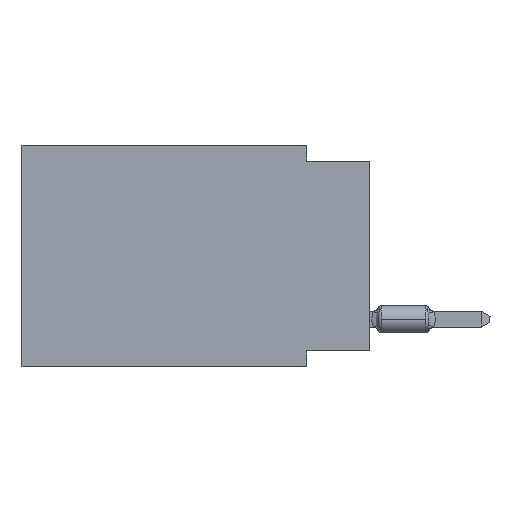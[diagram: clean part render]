
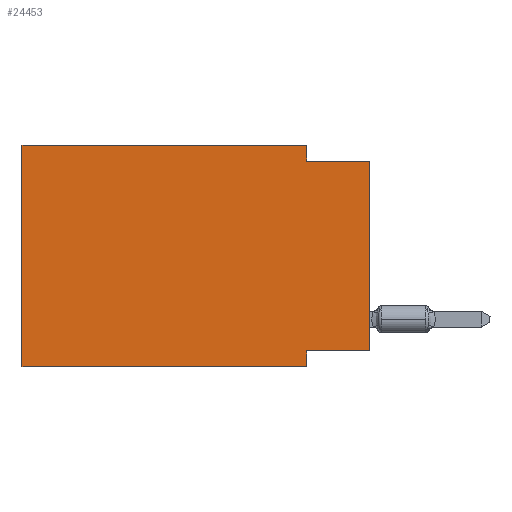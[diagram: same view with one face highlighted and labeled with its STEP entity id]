
A CAD part, left-side view. The second image highlights one B-rep face of the part: STEP entity #24453.
In plain terms, the highlighted planar face has unit normal (-1, 0, 0).
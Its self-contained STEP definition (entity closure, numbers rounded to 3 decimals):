
#334 = CARTESIAN_POINT ( 'NONE',  ( 0., 2.54, -8.89 ) ) ;
#406 = VECTOR ( 'NONE', #24746, 1000. ) ;
#440 = CARTESIAN_POINT ( 'NONE',  ( 0., 2.54, -8.89 ) ) ;
#594 = EDGE_CURVE ( 'NONE', #6958, #13838, #18463, .T. ) ;
#1695 = DIRECTION ( 'NONE',  ( 0., -1., 0. ) ) ;
#1705 = ORIENTED_EDGE ( 'NONE', *, *, #8365, .F. ) ;
#2964 = CARTESIAN_POINT ( 'NONE',  ( 0., 13.97, 0. ) ) ;
#3695 = DIRECTION ( 'NONE',  ( 0., 0., -1. ) ) ;
#3837 = EDGE_CURVE ( 'NONE', #9407, #18655, #36872, .T. ) ;
#5584 = VECTOR ( 'NONE', #20960, 1000. ) ;
#5934 = LINE ( 'NONE', #440, #27748 ) ;
#6958 = VERTEX_POINT ( 'NONE', #30666 ) ;
#7741 = ORIENTED_EDGE ( 'NONE', *, *, #20799, .T. ) ;
#7796 = VECTOR ( 'NONE', #3695, 1000. ) ;
#8365 = EDGE_CURVE ( 'NONE', #18655, #6958, #20613, .T. ) ;
#9124 = ORIENTED_EDGE ( 'NONE', *, *, #594, .F. ) ;
#9407 = VERTEX_POINT ( 'NONE', #16263 ) ;
#10869 = CARTESIAN_POINT ( 'NONE',  ( 0., 2.54, -0.635 ) ) ;
#11166 = VECTOR ( 'NONE', #1695, 1000. ) ;
#12031 = VERTEX_POINT ( 'NONE', #30096 ) ;
#13166 = VECTOR ( 'NONE', #26238, 1000. ) ;
#13192 = VERTEX_POINT ( 'NONE', #334 ) ;
#13838 = VERTEX_POINT ( 'NONE', #10869 ) ;
#14167 = ORIENTED_EDGE ( 'NONE', *, *, #17015, .F. ) ;
#14702 = LINE ( 'NONE', #32734, #5584 ) ;
#14725 = EDGE_CURVE ( 'NONE', #9407, #13192, #14702, .T. ) ;
#15733 = VECTOR ( 'NONE', #31620, 1000. ) ;
#15885 = DIRECTION ( 'NONE',  ( 0., 0., -1. ) ) ;
#16263 = CARTESIAN_POINT ( 'NONE',  ( 0., 13.97, -8.89 ) ) ;
#17015 = EDGE_CURVE ( 'NONE', #13838, #37315, #24842, .T. ) ;
#17893 = EDGE_LOOP ( 'NONE', ( #7741, #14167, #9124, #1705, #37176, #37404, #33542, #37376 ) ) ;
#18280 = CARTESIAN_POINT ( 'NONE',  ( 0., 2.54, 0. ) ) ;
#18463 = LINE ( 'NONE', #18280, #7796 ) ;
#18475 = CARTESIAN_POINT ( 'NONE',  ( 0., 0., 0. ) ) ;
#18655 = VERTEX_POINT ( 'NONE', #2964 ) ;
#19652 = DIRECTION ( 'NONE',  ( 1., 0., 0. ) ) ;
#19965 = DIRECTION ( 'NONE',  ( 0., 0., -1. ) ) ;
#20613 = LINE ( 'NONE', #34468, #15733 ) ;
#20799 = EDGE_CURVE ( 'NONE', #12031, #37315, #24372, .T. ) ;
#20960 = DIRECTION ( 'NONE',  ( 0., -1., 0. ) ) ;
#21864 = CARTESIAN_POINT ( 'NONE',  ( 0., 0., -0.635 ) ) ;
#23662 = CARTESIAN_POINT ( 'NONE',  ( 0., 0., -8.255 ) ) ;
#24372 = LINE ( 'NONE', #18475, #406 ) ;
#24453 = ADVANCED_FACE ( 'NONE', ( #35264 ), #35450, .F. ) ;
#24746 = DIRECTION ( 'NONE',  ( 0., 0., 1. ) ) ;
#24842 = LINE ( 'NONE', #27682, #11166 ) ;
#25078 = AXIS2_PLACEMENT_3D ( 'NONE', #32612, #19652, #15885 ) ;
#26238 = DIRECTION ( 'NONE',  ( 0., 0., 1. ) ) ;
#26870 = DIRECTION ( 'NONE',  ( 0., 1., 0. ) ) ;
#27350 = EDGE_CURVE ( 'NONE', #12031, #27452, #35786, .T. ) ;
#27452 = VERTEX_POINT ( 'NONE', #30282 ) ;
#27682 = CARTESIAN_POINT ( 'NONE',  ( 0., 0., -0.635 ) ) ;
#27748 = VECTOR ( 'NONE', #19965, 1000. ) ;
#28895 = CARTESIAN_POINT ( 'NONE',  ( 0., 13.97, 0. ) ) ;
#30096 = CARTESIAN_POINT ( 'NONE',  ( 0., 0., -8.255 ) ) ;
#30208 = VECTOR ( 'NONE', #26870, 1000. ) ;
#30282 = CARTESIAN_POINT ( 'NONE',  ( 0., 2.54, -8.255 ) ) ;
#30666 = CARTESIAN_POINT ( 'NONE',  ( 0., 2.54, 0. ) ) ;
#31620 = DIRECTION ( 'NONE',  ( 0., -1., 0. ) ) ;
#32612 = CARTESIAN_POINT ( 'NONE',  ( 0., 13.97, 0. ) ) ;
#32734 = CARTESIAN_POINT ( 'NONE',  ( 0., 13.97, -8.89 ) ) ;
#32767 = EDGE_CURVE ( 'NONE', #27452, #13192, #5934, .T. ) ;
#33542 = ORIENTED_EDGE ( 'NONE', *, *, #32767, .F. ) ;
#34468 = CARTESIAN_POINT ( 'NONE',  ( 0., 13.97, 0. ) ) ;
#35264 = FACE_OUTER_BOUND ( 'NONE', #17893, .T. ) ;
#35450 = PLANE ( 'NONE',  #25078 ) ;
#35786 = LINE ( 'NONE', #23662, #30208 ) ;
#36872 = LINE ( 'NONE', #28895, #13166 ) ;
#37176 = ORIENTED_EDGE ( 'NONE', *, *, #3837, .F. ) ;
#37315 = VERTEX_POINT ( 'NONE', #21864 ) ;
#37376 = ORIENTED_EDGE ( 'NONE', *, *, #27350, .F. ) ;
#37404 = ORIENTED_EDGE ( 'NONE', *, *, #14725, .T. ) ;
